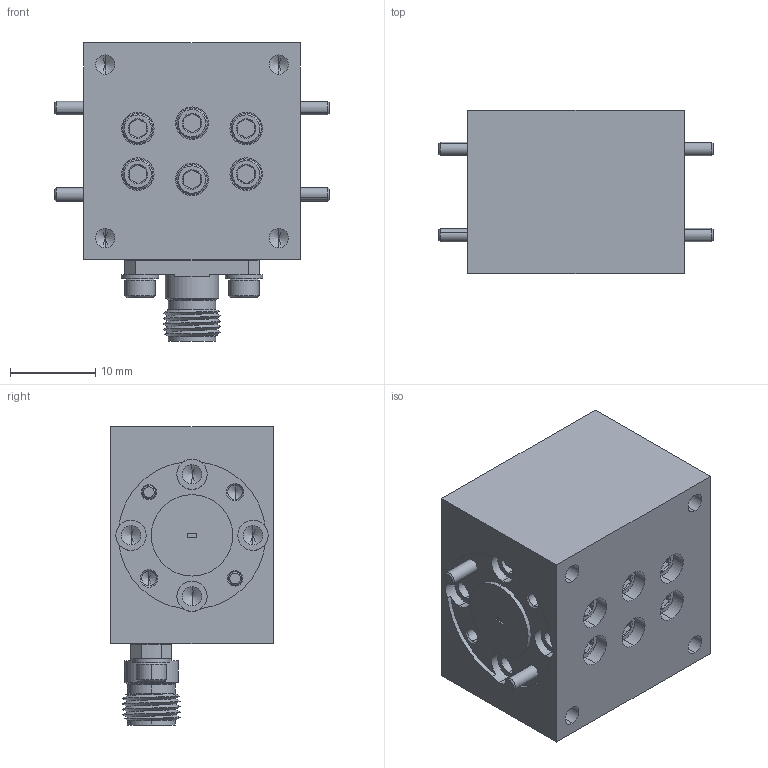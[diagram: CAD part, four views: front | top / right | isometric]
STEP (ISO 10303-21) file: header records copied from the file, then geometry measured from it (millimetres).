
FILE_DESCRIPTION (( 'STEP AP214' ), '1' );
FILE_NAME ('KA-A04-A, Defeatured.STEP', '2025-02-18T00:03:16', ( '' ), ( '' ), 'SwSTEP 2.0', 'SolidWorks 2021', '' );
FILE_SCHEMA (( 'AUTOMOTIVE_DESIGN' ));
Length unit declared in the file: inch
Products named in the file (1): KA-A04-A, Defeatured
Bounding box: 32.13 x 19.05 x 34.92 mm (x, y, z)
Volume: 12027.2 mm3; surface area: 6236.4 mm2
Topology: 6 solids, 6 shells, 574 faces, 1347 edges, 804 vertices
Faces by surface type: plane 213, cone 202, cylinder 155, torus 2, bspline 2
Entity records: 19411 total; most frequent: CARTESIAN_POINT 3866, DIRECTION 2805, ORIENTED_EDGE 2614, EDGE_CURVE 1307, AXIS2_PLACEMENT_3D 1087, VERTEX_POINT 804, EDGE_LOOP 645, VECTOR 631
